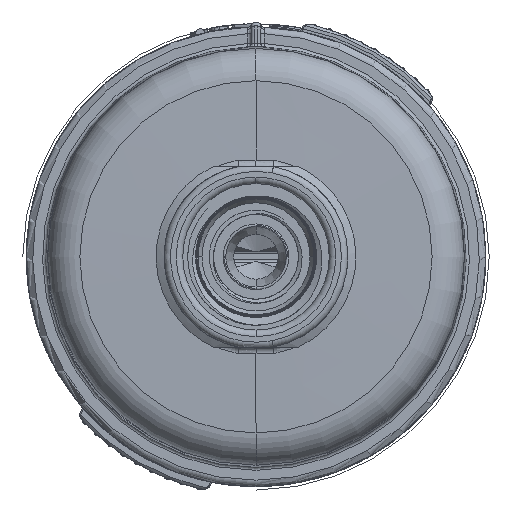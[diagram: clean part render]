
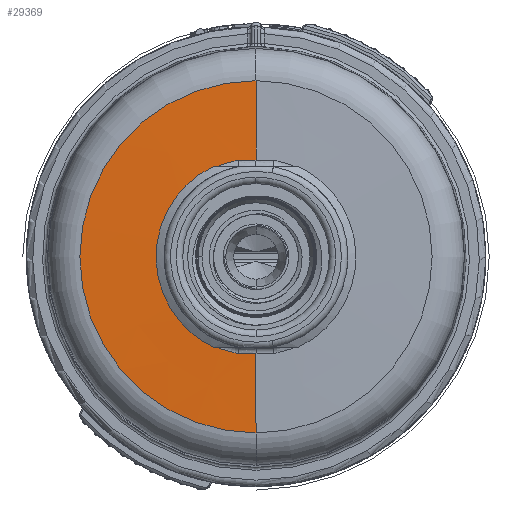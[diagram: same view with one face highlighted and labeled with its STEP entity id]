
A CAD part, front view. The second image highlights one B-rep face of the part: STEP entity #29369.
In plain terms, the highlighted conical face has half-angle 89 degrees and reference radius 20.773 mm.
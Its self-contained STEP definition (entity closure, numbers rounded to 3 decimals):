
#1532=CARTESIAN_POINT('',(0.,32.295,
-14.733));
#1534=DIRECTION('',(0.,-0.017,-1.));
#1535=VECTOR('',#1534,12.083);
#1536=CARTESIAN_POINT('',(0.,32.295,
-14.733));
#1537=LINE('',#1536,#1535);
#1543=DIRECTION('',(0.,-0.017,1.));
#1544=VECTOR('',#1543,12.083);
#1545=CARTESIAN_POINT('',(0.,32.295,
14.733));
#1546=LINE('',#1545,#1544);
#1547=CARTESIAN_POINT('',(0.,32.295,
14.733));
#4406=CARTESIAN_POINT('',(-2.724,32.291,14.733));
#4407=CARTESIAN_POINT('',(-2.322,32.292,14.733));
#4408=CARTESIAN_POINT('',(-1.469,32.294,14.733));
#4409=CARTESIAN_POINT('',(-0.51,32.295,
14.733));
#4410=CARTESIAN_POINT('',(0.,32.295,
14.733));
#4412=CARTESIAN_POINT('',(0.,32.084,0.));
#4413=DIRECTION('',(0.,-1.,0.));
#4414=DIRECTION('',(0.,0.,1.));
#4415=AXIS2_PLACEMENT_3D('',#4412,#4413,#4414);
#4417=CARTESIAN_POINT('',(0.,32.295,
-14.733));
#4418=CARTESIAN_POINT('',(-0.292,32.295,
-14.733));
#4419=CARTESIAN_POINT('',(-0.882,32.295,
-14.733));
#4420=CARTESIAN_POINT('',(-1.778,32.293,
-14.733));
#4421=CARTESIAN_POINT('',(-2.404,32.292,
-14.733));
#4422=CARTESIAN_POINT('',(-2.724,32.291,
-14.733));
#4452=CARTESIAN_POINT('',(0.,32.291,0.));
#4453=DIRECTION('',(0.,-1.,0.));
#4454=DIRECTION('',(-0.182,0.,0.983));
#4455=AXIS2_PLACEMENT_3D('',#4452,#4453,#4454);
#9345=CARTESIAN_POINT('',(0.,32.084,26.814));
#9346=CARTESIAN_POINT('',(0.,32.084,-26.814));
#9347=VERTEX_POINT('',#9345);
#9348=VERTEX_POINT('',#9346);
#10008=VERTEX_POINT('',#1547);
#10011=VERTEX_POINT('',#4406);
#10014=VERTEX_POINT('',#1532);
#10015=VERTEX_POINT('',#4422);
#29354=CARTESIAN_POINT('',(0.,32.19,0.));
#29355=DIRECTION('',(0.,-1.,0.));
#29356=DIRECTION('',(0.,0.,1.));
#29357=AXIS2_PLACEMENT_3D('',#29354,#29355,#29356);
#29358=CONICAL_SURFACE('',#29357,20.773,89.);
#29360=ORIENTED_EDGE('',*,*,#29359,.T.);
#29361=ORIENTED_EDGE('',*,*,#13018,.T.);
#29362=ORIENTED_EDGE('',*,*,#12986,.T.);
#29363=ORIENTED_EDGE('',*,*,#13015,.F.);
#29364=ORIENTED_EDGE('',*,*,#29344,.T.);
#29366=ORIENTED_EDGE('',*,*,#29365,.F.);
#29367=EDGE_LOOP('',(#29360,#29361,#29362,#29363,#29364,#29366));
#29368=FACE_OUTER_BOUND('',#29367,.F.);
#29369=ADVANCED_FACE('',(#29368),#29358,.T.);
#4411=B_SPLINE_CURVE_WITH_KNOTS('',3,(#4406,#4407,#4408,#4409,#4410),
.UNSPECIFIED.,.F.,.F.,(4,1,4),(0.,0.5,1.),.UNSPECIFIED.);
#4416=CIRCLE('',#4415,26.814);
#4423=B_SPLINE_CURVE_WITH_KNOTS('',3,(#4417,#4418,#4419,#4420,#4421,#4422),
.UNSPECIFIED.,.F.,.F.,(4,1,1,4),(0.,0.333,0.667,1.),
.UNSPECIFIED.);
#4456=CIRCLE('',#4455,14.983);
#12986=EDGE_CURVE('',#9347,#9348,#4416,.T.);
#13015=EDGE_CURVE('',#10014,#9348,#1537,.T.);
#13018=EDGE_CURVE('',#10008,#9347,#1546,.T.);
#29344=EDGE_CURVE('',#10014,#10015,#4423,.T.);
#29359=EDGE_CURVE('',#10011,#10008,#4411,.T.);
#29365=EDGE_CURVE('',#10011,#10015,#4456,.T.);
